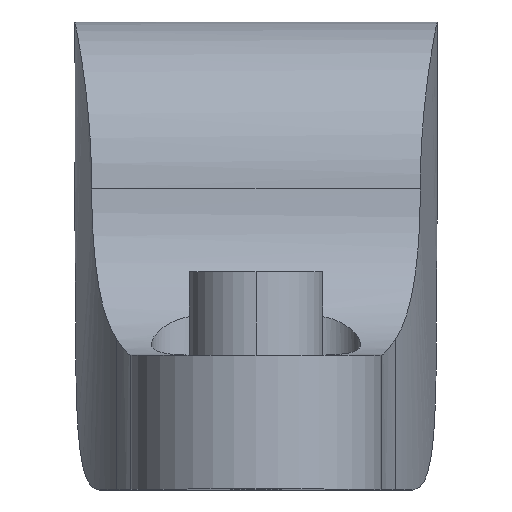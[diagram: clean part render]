
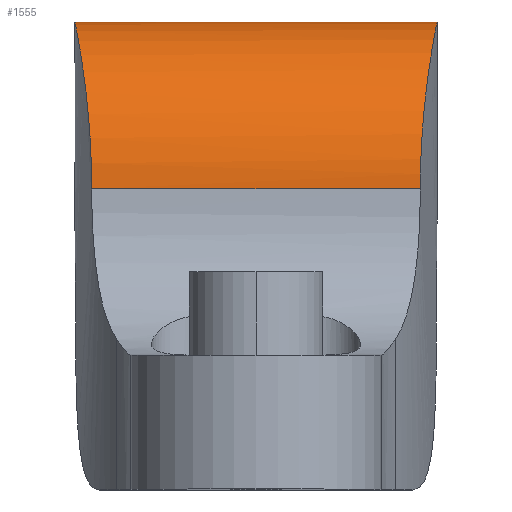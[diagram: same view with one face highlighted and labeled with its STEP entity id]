
A CAD part, top view. The second image highlights one B-rep face of the part: STEP entity #1555.
In plain terms, the highlighted cylindrical face has radius 10 mm (diameter 20 mm), a partial arc.
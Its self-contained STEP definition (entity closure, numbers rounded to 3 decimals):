
#9 = CARTESIAN_POINT ( 'NONE',  ( -9.927, 21.218, -30.526 ) ) ;
#22 = CARTESIAN_POINT ( 'NONE',  ( -9.823, 18., -30. ) ) ;
#29 = CARTESIAN_POINT ( 'NONE',  ( -10.392, 25.529, -33.386 ) ) ;
#38 = CARTESIAN_POINT ( 'NONE',  ( 10.823, 28., -40. ) ) ;
#99 = AXIS2_PLACEMENT_3D ( 'NONE', #1265, #727, #1009 ) ;
#108 = CARTESIAN_POINT ( 'NONE',  ( 10.759, 27.664, -37.41 ) ) ;
#116 = CARTESIAN_POINT ( 'NONE',  ( 10.457, 25.938, -33.91 ) ) ;
#151 = CARTESIAN_POINT ( 'NONE',  ( -10.165, 23.825, -31.865 ) ) ;
#167 = CARTESIAN_POINT ( 'NONE',  ( -9.89, 20.59, -30.336 ) ) ;
#181 = EDGE_LOOP ( 'NONE', ( #654, #912, #649, #1642 ) ) ;
#220 = EDGE_CURVE ( 'NONE', #531, #541, #450, .T. ) ;
#236 = CARTESIAN_POINT ( 'NONE',  ( 9.875, 20.286, -30.259 ) ) ;
#244 = CARTESIAN_POINT ( 'NONE',  ( 10.723, 27.474, -36.782 ) ) ;
#263 = CARTESIAN_POINT ( 'NONE',  ( -9.823, 18.662, -30. ) ) ;
#280 = CARTESIAN_POINT ( 'NONE',  ( -10.018, 22.437, -31.015 ) ) ;
#323 = CARTESIAN_POINT ( 'NONE',  ( -9.823, 18., -30. ) ) ;
#363 = CARTESIAN_POINT ( 'NONE',  ( 9.823, 18.662, -30. ) ) ;
#389 = CARTESIAN_POINT ( 'NONE',  ( 10.262, 24.613, -32.471 ) ) ;
#402 = CARTESIAN_POINT ( 'NONE',  ( 10.811, 27.935, -38.687 ) ) ;
#415 = CARTESIAN_POINT ( 'NONE',  ( -10.723, 27.468, -36.766 ) ) ;
#430 = CARTESIAN_POINT ( 'NONE',  ( -10.294, 24.839, -32.697 ) ) ;
#450 = B_SPLINE_CURVE_WITH_KNOTS ( 'NONE', 3,
 ( #323, #263, #485, #1314, #167, #9, #666, #280, #1567, #151, #809, #1582, #430, #29, #939, #930, #682, #1305, #1575, #915, #415, #799, #1205, #528, #657, #922 ),
 .UNSPECIFIED., .F., .F.,
 ( 4, 2, 2, 2, 2, 2, 2, 2, 2, 2, 2, 2, 4 ),
 ( 0., 0.002, 0.003, 0.004, 0.006, 0.007, 0.008, 0.01, 0.011, 0.012, 0.013, 0.014, 0.016 ),
 .UNSPECIFIED. ) ;
#485 = CARTESIAN_POINT ( 'NONE',  ( -9.836, 19.313, -30.065 ) ) ;
#505 = CARTESIAN_POINT ( 'NONE',  ( 9.823, 18., -30. ) ) ;
#521 = CARTESIAN_POINT ( 'NONE',  ( 10.197, 24.112, -32.058 ) ) ;
#526 = LINE ( 'NONE', #563, #556 ) ;
#528 = CARTESIAN_POINT ( 'NONE',  ( -10.811, 27.935, -38.684 ) ) ;
#531 = VERTEX_POINT ( 'NONE', #22 ) ;
#541 = VERTEX_POINT ( 'NONE', #1583 ) ;
#556 = VECTOR ( 'NONE', #1080, 1000. ) ;
#563 = CARTESIAN_POINT ( 'NONE',  ( -9.823, 18., -30. ) ) ;
#591 = VERTEX_POINT ( 'NONE', #38 ) ;
#600 = VERTEX_POINT ( 'NONE', #1169 ) ;
#624 = CARTESIAN_POINT ( 'NONE',  ( 10.393, 25.522, -33.402 ) ) ;
#633 = CARTESIAN_POINT ( 'NONE',  ( 9.928, 21.233, -30.532 ) ) ;
#649 = ORIENTED_EDGE ( 'NONE', *, *, #825, .F. ) ;
#654 = ORIENTED_EDGE ( 'NONE', *, *, #1174, .F. ) ;
#657 = CARTESIAN_POINT ( 'NONE',  ( -10.824, 28., -39.338 ) ) ;
#666 = CARTESIAN_POINT ( 'NONE',  ( -9.948, 21.53, -30.638 ) ) ;
#682 = CARTESIAN_POINT ( 'NONE',  ( -10.577, 26.66, -34.989 ) ) ;
#727 = DIRECTION ( 'NONE',  ( 1., 0., 0. ) ) ;
#751 = CARTESIAN_POINT ( 'NONE',  ( 10.824, 28., -39.338 ) ) ;
#759 = CARTESIAN_POINT ( 'NONE',  ( 10.076, 23.01, -31.34 ) ) ;
#799 = CARTESIAN_POINT ( 'NONE',  ( -10.759, 27.66, -37.393 ) ) ;
#809 = CARTESIAN_POINT ( 'NONE',  ( -10.197, 24.09, -32.061 ) ) ;
#825 = EDGE_CURVE ( 'NONE', #600, #531, #526, .T. ) ;
#893 = CARTESIAN_POINT ( 'NONE',  ( 10.703, 27.362, -36.47 ) ) ;
#911 = CARTESIAN_POINT ( 'NONE',  ( 9.949, 21.54, -30.642 ) ) ;
#912 = ORIENTED_EDGE ( 'NONE', *, *, #220, .F. ) ;
#915 = CARTESIAN_POINT ( 'NONE',  ( -10.702, 27.358, -36.46 ) ) ;
#922 = CARTESIAN_POINT ( 'NONE',  ( -10.823, 28., -40. ) ) ;
#930 = CARTESIAN_POINT ( 'NONE',  ( -10.548, 26.49, -34.707 ) ) ;
#939 = CARTESIAN_POINT ( 'NONE',  ( -10.457, 25.942, -33.888 ) ) ;
#1005 = B_SPLINE_CURVE_WITH_KNOTS ( 'NONE', 3,
 ( #1309, #751, #402, #1025, #108, #244, #893, #1171, #1679, #1406, #116, #624, #1399, #389, #521, #1006, #759, #1545, #1141, #911, #633, #1672, #236, #1527, #363, #505 ),
 .UNSPECIFIED., .F., .F.,
 ( 4, 2, 2, 2, 2, 2, 2, 2, 2, 2, 2, 2, 4 ),
 ( 0., 0.002, 0.003, 0.004, 0.006, 0.007, 0.008, 0.01, 0.011, 0.012, 0.013, 0.014, 0.016 ),
 .UNSPECIFIED. ) ;
#1006 = CARTESIAN_POINT ( 'NONE',  ( 10.105, 23.293, -31.509 ) ) ;
#1009 = DIRECTION ( 'NONE',  ( 0., 0., -1. ) ) ;
#1025 = CARTESIAN_POINT ( 'NONE',  ( 10.775, 27.744, -37.728 ) ) ;
#1080 = DIRECTION ( 'NONE',  ( -1., 0., 0. ) ) ;
#1093 = EDGE_CURVE ( 'NONE', #591, #600, #1005, .T. ) ;
#1141 = CARTESIAN_POINT ( 'NONE',  ( 9.995, 22.141, -30.892 ) ) ;
#1155 = VECTOR ( 'NONE', #1657, 1000. ) ;
#1169 = CARTESIAN_POINT ( 'NONE',  ( 9.823, 18., -30. ) ) ;
#1171 = CARTESIAN_POINT ( 'NONE',  ( 10.634, 26.985, -35.562 ) ) ;
#1174 = EDGE_CURVE ( 'NONE', #541, #591, #1541, .T. ) ;
#1205 = CARTESIAN_POINT ( 'NONE',  ( -10.774, 27.741, -37.714 ) ) ;
#1255 = FACE_OUTER_BOUND ( 'NONE', #181, .T. ) ;
#1265 = CARTESIAN_POINT ( 'NONE',  ( 0., 18., -40. ) ) ;
#1305 = CARTESIAN_POINT ( 'NONE',  ( -10.631, 26.969, -35.565 ) ) ;
#1309 = CARTESIAN_POINT ( 'NONE',  ( 10.823, 28., -40. ) ) ;
#1314 = CARTESIAN_POINT ( 'NONE',  ( -9.874, 20.272, -30.256 ) ) ;
#1399 = CARTESIAN_POINT ( 'NONE',  ( 10.36, 25.303, -33.161 ) ) ;
#1406 = CARTESIAN_POINT ( 'NONE',  ( 10.489, 26.135, -34.175 ) ) ;
#1503 = CYLINDRICAL_SURFACE ( 'NONE', #99, 10. ) ;
#1524 = CARTESIAN_POINT ( 'NONE',  ( 9.823, 28., -40. ) ) ;
#1527 = CARTESIAN_POINT ( 'NONE',  ( 9.836, 19.316, -30.065 ) ) ;
#1541 = LINE ( 'NONE', #1524, #1155 ) ;
#1545 = CARTESIAN_POINT ( 'NONE',  ( 10.021, 22.435, -31.031 ) ) ;
#1555 = ADVANCED_FACE ( 'NONE', ( #1255 ), #1503, .T. ) ;
#1567 = CARTESIAN_POINT ( 'NONE',  ( -10.074, 23.011, -31.322 ) ) ;
#1575 = CARTESIAN_POINT ( 'NONE',  ( -10.656, 27.108, -35.859 ) ) ;
#1582 = CARTESIAN_POINT ( 'NONE',  ( -10.262, 24.597, -32.478 ) ) ;
#1583 = CARTESIAN_POINT ( 'NONE',  ( -10.823, 28., -40. ) ) ;
#1642 = ORIENTED_EDGE ( 'NONE', *, *, #1093, .F. ) ;
#1657 = DIRECTION ( 'NONE',  ( 1., 0., 0. ) ) ;
#1672 = CARTESIAN_POINT ( 'NONE',  ( 9.891, 20.607, -30.34 ) ) ;
#1679 = CARTESIAN_POINT ( 'NONE',  ( 10.579, 26.678, -34.989 ) ) ;
